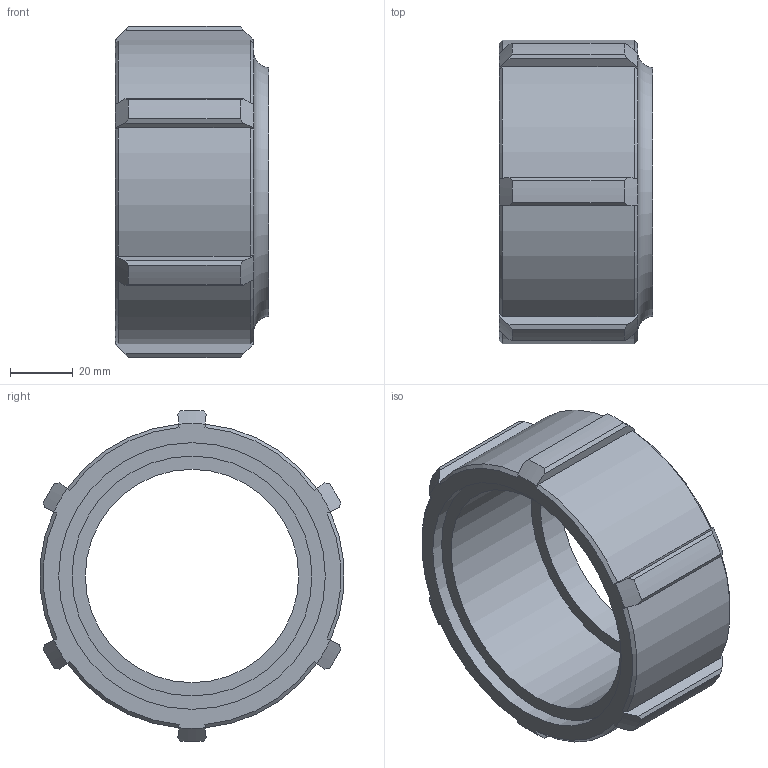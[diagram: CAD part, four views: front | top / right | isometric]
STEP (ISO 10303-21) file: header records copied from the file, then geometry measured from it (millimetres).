
FILE_DESCRIPTION(/* description */ ('PLASSON L.14 NUT FOR THREADED ADAPTOR (SILVER) 63'),/* implementation_level */ '2;1');
FILE_NAME(/* name */ '148940063.ipt.stp',/* time_stamp */ '2018-04-09T13:06:08+03:00',/* author */ ('KIM'),/* organization */ (''),/* preprocessor_version */ 'ST-DEVELOPER v15.6',/* originating_system */ 'Autodesk Inventor 2015',/* authorisation */ '');
FILE_SCHEMA (('AUTOMOTIVE_DESIGN { 1 0 10303 214 3 1 1 }'));
Length unit declared in the file: millimetre
Products named in the file (1): 148940063
Bounding box: 49 x 96.69 x 105.47 mm (x, y, z)
Volume: 139957.6 mm3; surface area: 35095.5 mm2
Topology: 1 solids, 1 shells, 69 faces, 193 edges, 129 vertices
Faces by surface type: plane 29, cone 24, cylinder 15, torus 1
Full cylindrical faces by diameter (mm): 67.92 x1, 76.41 x1, 84.9 x1
Entity records: 2206 total; most frequent: CARTESIAN_POINT 434, ORIENTED_EDGE 376, DIRECTION 360, EDGE_CURVE 188, VERTEX_POINT 128, AXIS2_PLACEMENT_3D 126, LINE 108, VECTOR 108
